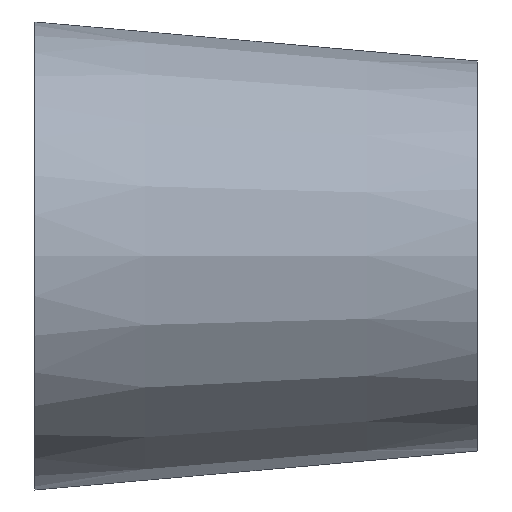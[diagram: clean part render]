
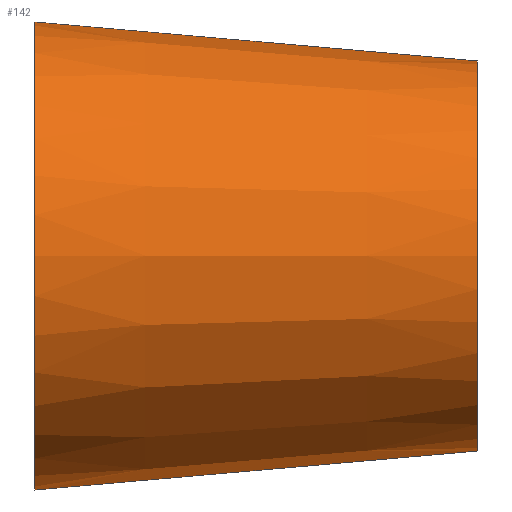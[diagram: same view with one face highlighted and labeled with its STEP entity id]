
A CAD part, top view. The second image highlights one B-rep face of the part: STEP entity #142.
In plain terms, the highlighted conical face has half-angle 5.04 degrees and reference radius 31.75 mm.
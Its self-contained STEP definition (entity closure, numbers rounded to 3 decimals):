
#1 = FACE_OUTER_BOUND ( 'NONE', #210, .T. ) ;
#2 = EDGE_CURVE ( 'NONE', #119, #166, #21, .T. ) ;
#10 = AXIS2_PLACEMENT_3D ( 'NONE', #109, #56, #60 ) ;
#17 = EDGE_CURVE ( 'NONE', #119, #55, #27, .T. ) ;
#21 = CIRCLE ( 'NONE', #41, 31.75 ) ;
#27 = LINE ( 'NONE', #179, #148 ) ;
#28 = EDGE_CURVE ( 'NONE', #166, #168, #42, .T. ) ;
#33 = CARTESIAN_POINT ( 'NONE',  ( 72., -7.271, 0. ) ) ;
#35 = ORIENTED_EDGE ( 'NONE', *, *, #2, .T. ) ;
#36 = CONICAL_SURFACE ( 'NONE', #177, 31.75, 0.088 ) ;
#40 = ORIENTED_EDGE ( 'NONE', *, *, #123, .F. ) ;
#41 = AXIS2_PLACEMENT_3D ( 'NONE', #33, #190, #117 ) ;
#42 = LINE ( 'NONE', #208, #71 ) ;
#55 = VERTEX_POINT ( 'NONE', #156 ) ;
#56 = DIRECTION ( 'NONE',  ( -1., 0., 0. ) ) ;
#58 = DIRECTION ( 'NONE',  ( 0., -1., 0. ) ) ;
#60 = DIRECTION ( 'NONE',  ( 0., -1., 0. ) ) ;
#71 = VECTOR ( 'NONE', #162, 1000. ) ;
#79 = CARTESIAN_POINT ( 'NONE',  ( 72., 24.479, 0. ) ) ;
#93 = CARTESIAN_POINT ( 'NONE',  ( 72., -39.021, 0. ) ) ;
#94 = DIRECTION ( 'NONE',  ( -1., 0., 0. ) ) ;
#95 = CARTESIAN_POINT ( 'NONE',  ( 0., 30.829, 0. ) ) ;
#96 = ORIENTED_EDGE ( 'NONE', *, *, #17, .F. ) ;
#109 = CARTESIAN_POINT ( 'NONE',  ( 0., -7.271, 0. ) ) ;
#111 = CIRCLE ( 'NONE', #10, 38.1 ) ;
#117 = DIRECTION ( 'NONE',  ( 0., -1., 0. ) ) ;
#119 = VERTEX_POINT ( 'NONE', #93 ) ;
#123 = EDGE_CURVE ( 'NONE', #55, #168, #111, .T. ) ;
#142 = ADVANCED_FACE ( 'NONE', ( #1 ), #36, .T. ) ;
#148 = VECTOR ( 'NONE', #188, 1000. ) ;
#156 = CARTESIAN_POINT ( 'NONE',  ( 0., -45.371, 0. ) ) ;
#162 = DIRECTION ( 'NONE',  ( -0.996, 0.088, 0. ) ) ;
#166 = VERTEX_POINT ( 'NONE', #79 ) ;
#167 = ORIENTED_EDGE ( 'NONE', *, *, #28, .T. ) ;
#168 = VERTEX_POINT ( 'NONE', #95 ) ;
#172 = CARTESIAN_POINT ( 'NONE',  ( 72., -7.271, 0. ) ) ;
#177 = AXIS2_PLACEMENT_3D ( 'NONE', #172, #94, #58 ) ;
#179 = CARTESIAN_POINT ( 'NONE',  ( 72., -39.021, 0. ) ) ;
#188 = DIRECTION ( 'NONE',  ( -0.996, -0.088, 0. ) ) ;
#190 = DIRECTION ( 'NONE',  ( -1., 0., 0. ) ) ;
#208 = CARTESIAN_POINT ( 'NONE',  ( 72., 24.479, 0. ) ) ;
#210 = EDGE_LOOP ( 'NONE', ( #35, #167, #40, #96 ) ) ;
